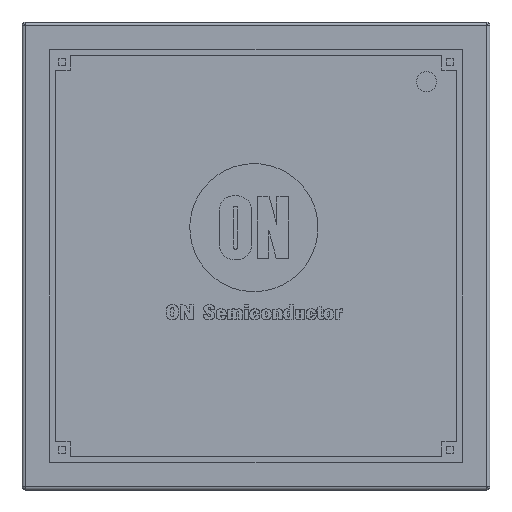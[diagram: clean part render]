
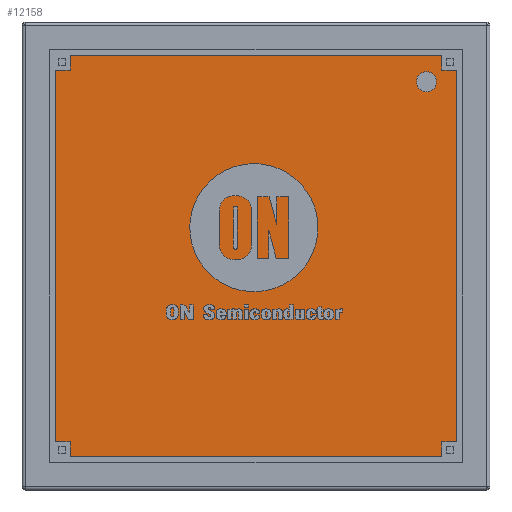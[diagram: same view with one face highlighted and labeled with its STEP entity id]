
A CAD part, top view. The second image highlights one B-rep face of the part: STEP entity #12158.
In plain terms, the highlighted face is planar.
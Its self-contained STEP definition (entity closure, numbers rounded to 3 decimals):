
#181 = ORIENTED_EDGE ( 'NONE', *, *, #810, .T. ) ;
#473 = EDGE_CURVE ( 'NONE', #13250, #12557, #6184, .T. ) ;
#574 = LINE ( 'NONE', #11178, #9046 ) ;
#810 = EDGE_CURVE ( 'NONE', #12557, #7916, #8683, .T. ) ;
#945 = DIRECTION ( 'NONE',  ( 0., 0., -1. ) ) ;
#1362 = CARTESIAN_POINT ( 'NONE',  ( -3., 0.68, 2.78 ) ) ;
#1814 = DIRECTION ( 'NONE',  ( 0., 1., 0. ) ) ;
#1866 = CARTESIAN_POINT ( 'NONE',  ( 3., 0.68, 2.78 ) ) ;
#2043 = VECTOR ( 'NONE', #7143, 1000. ) ;
#2051 = VECTOR ( 'NONE', #2243, 1000. ) ;
#2243 = DIRECTION ( 'NONE',  ( -1., 0., 0. ) ) ;
#2303 = VECTOR ( 'NONE', #5382, 1000. ) ;
#2784 = DIRECTION ( 'NONE',  ( 0., 0., -1. ) ) ;
#2868 = CARTESIAN_POINT ( 'NONE',  ( 2.78, 0.68, 3. ) ) ;
#2878 = DIRECTION ( 'NONE',  ( 1., 0., 0. ) ) ;
#2973 = CARTESIAN_POINT ( 'NONE',  ( 0., 0.68, 0. ) ) ;
#3249 = LINE ( 'NONE', #8577, #8510 ) ;
#3843 = EDGE_CURVE ( 'NONE', #11102, #5114, #14759, .T. ) ;
#4156 = CARTESIAN_POINT ( 'NONE',  ( 3., 0.68, -2.78 ) ) ;
#4160 = CARTESIAN_POINT ( 'NONE',  ( -2.78, 0.68, 3. ) ) ;
#4372 = VERTEX_POINT ( 'NONE', #8527 ) ;
#4487 = ORIENTED_EDGE ( 'NONE', *, *, #13400, .T. ) ;
#4535 = AXIS2_PLACEMENT_3D ( 'NONE', #2973, #1814, #2878 ) ;
#4658 = CARTESIAN_POINT ( 'NONE',  ( -2.78, 0.68, 2.78 ) ) ;
#4875 = ORIENTED_EDGE ( 'NONE', *, *, #15420, .T. ) ;
#5114 = VERTEX_POINT ( 'NONE', #13508 ) ;
#5382 = DIRECTION ( 'NONE',  ( -1., 0., 0. ) ) ;
#5595 = CARTESIAN_POINT ( 'NONE',  ( 2.78, 0.68, -3. ) ) ;
#5614 = LINE ( 'NONE', #5699, #15480 ) ;
#5699 = CARTESIAN_POINT ( 'NONE',  ( -2.78, 0.68, 2.78 ) ) ;
#5823 = LINE ( 'NONE', #4160, #2043 ) ;
#5850 = ORIENTED_EDGE ( 'NONE', *, *, #3843, .T. ) ;
#6184 = LINE ( 'NONE', #13887, #2051 ) ;
#6252 = VECTOR ( 'NONE', #7128, 1000. ) ;
#6325 = VERTEX_POINT ( 'NONE', #17171 ) ;
#6448 = EDGE_LOOP ( 'NONE', ( #11426, #16027, #181, #8275, #16469, #7178, #13017, #9227, #5850, #4487, #4875, #8223 ) ) ;
#6525 = CARTESIAN_POINT ( 'NONE',  ( 2.78, 0.68, 3. ) ) ;
#6559 = CARTESIAN_POINT ( 'NONE',  ( -3., 0.68, -2.78 ) ) ;
#6653 = LINE ( 'NONE', #6559, #12490 ) ;
#7128 = DIRECTION ( 'NONE',  ( 0., 0., 1. ) ) ;
#7143 = DIRECTION ( 'NONE',  ( 1., 0., 0. ) ) ;
#7178 = ORIENTED_EDGE ( 'NONE', *, *, #8695, .T. ) ;
#7223 = EDGE_CURVE ( 'NONE', #4372, #12418, #6653, .T. ) ;
#7331 = DIRECTION ( 'NONE',  ( 1., 0., 0. ) ) ;
#7749 = EDGE_CURVE ( 'NONE', #7946, #11102, #5823, .T. ) ;
#7870 = LINE ( 'NONE', #10142, #9590 ) ;
#7916 = VERTEX_POINT ( 'NONE', #10769 ) ;
#7946 = VERTEX_POINT ( 'NONE', #13468 ) ;
#8223 = ORIENTED_EDGE ( 'NONE', *, *, #11192, .T. ) ;
#8275 = ORIENTED_EDGE ( 'NONE', *, *, #12396, .T. ) ;
#8484 = VECTOR ( 'NONE', #16765, 1000. ) ;
#8510 = VECTOR ( 'NONE', #945, 1000. ) ;
#8512 = EDGE_CURVE ( 'NONE', #6325, #13250, #7870, .T. ) ;
#8527 = CARTESIAN_POINT ( 'NONE',  ( -3., 0.68, -2.78 ) ) ;
#8577 = CARTESIAN_POINT ( 'NONE',  ( 3., 0.68, 2.78 ) ) ;
#8683 = LINE ( 'NONE', #9819, #6252 ) ;
#8695 = EDGE_CURVE ( 'NONE', #12418, #14229, #574, .T. ) ;
#9046 = VECTOR ( 'NONE', #7331, 1000. ) ;
#9091 = DIRECTION ( 'NONE',  ( 0., 0., 1. ) ) ;
#9227 = ORIENTED_EDGE ( 'NONE', *, *, #7749, .T. ) ;
#9590 = VECTOR ( 'NONE', #15485, 1000. ) ;
#9819 = CARTESIAN_POINT ( 'NONE',  ( -2.78, 0.68, -3. ) ) ;
#10142 = CARTESIAN_POINT ( 'NONE',  ( 2.78, 0.68, -2.78 ) ) ;
#10143 = VECTOR ( 'NONE', #10289, 1000. ) ;
#10289 = DIRECTION ( 'NONE',  ( -1., 0., 0. ) ) ;
#10556 = VERTEX_POINT ( 'NONE', #1866 ) ;
#10769 = CARTESIAN_POINT ( 'NONE',  ( -2.78, 0.68, -2.78 ) ) ;
#10897 = CARTESIAN_POINT ( 'NONE',  ( 3., 0.68, -2.78 ) ) ;
#11092 = FACE_OUTER_BOUND ( 'NONE', #6448, .T. ) ;
#11102 = VERTEX_POINT ( 'NONE', #6525 ) ;
#11178 = CARTESIAN_POINT ( 'NONE',  ( -3., 0.68, 2.78 ) ) ;
#11192 = EDGE_CURVE ( 'NONE', #12540, #6325, #12109, .T. ) ;
#11426 = ORIENTED_EDGE ( 'NONE', *, *, #8512, .T. ) ;
#11687 = LINE ( 'NONE', #11865, #10143 ) ;
#11865 = CARTESIAN_POINT ( 'NONE',  ( -2.78, 0.68, -2.78 ) ) ;
#12109 = LINE ( 'NONE', #4156, #2303 ) ;
#12158 = ADVANCED_FACE ( 'NONE', ( #11092 ), #14847, .T. ) ;
#12170 = DIRECTION ( 'NONE',  ( 0., 0., 1. ) ) ;
#12373 = CARTESIAN_POINT ( 'NONE',  ( -2.78, 0.68, -3. ) ) ;
#12396 = EDGE_CURVE ( 'NONE', #7916, #4372, #11687, .T. ) ;
#12418 = VERTEX_POINT ( 'NONE', #1362 ) ;
#12490 = VECTOR ( 'NONE', #9091, 1000. ) ;
#12540 = VERTEX_POINT ( 'NONE', #10897 ) ;
#12557 = VERTEX_POINT ( 'NONE', #12373 ) ;
#12654 = LINE ( 'NONE', #12750, #8484 ) ;
#12750 = CARTESIAN_POINT ( 'NONE',  ( 2.78, 0.68, 2.78 ) ) ;
#13017 = ORIENTED_EDGE ( 'NONE', *, *, #14481, .T. ) ;
#13250 = VERTEX_POINT ( 'NONE', #5595 ) ;
#13400 = EDGE_CURVE ( 'NONE', #5114, #10556, #12654, .T. ) ;
#13468 = CARTESIAN_POINT ( 'NONE',  ( -2.78, 0.68, 3. ) ) ;
#13508 = CARTESIAN_POINT ( 'NONE',  ( 2.78, 0.68, 2.78 ) ) ;
#13887 = CARTESIAN_POINT ( 'NONE',  ( 2.78, 0.68, -3. ) ) ;
#14229 = VERTEX_POINT ( 'NONE', #4658 ) ;
#14481 = EDGE_CURVE ( 'NONE', #14229, #7946, #5614, .T. ) ;
#14759 = LINE ( 'NONE', #2868, #17245 ) ;
#14847 = PLANE ( 'NONE',  #4535 ) ;
#15420 = EDGE_CURVE ( 'NONE', #10556, #12540, #3249, .T. ) ;
#15480 = VECTOR ( 'NONE', #12170, 1000. ) ;
#15485 = DIRECTION ( 'NONE',  ( 0., 0., -1. ) ) ;
#16027 = ORIENTED_EDGE ( 'NONE', *, *, #473, .T. ) ;
#16469 = ORIENTED_EDGE ( 'NONE', *, *, #7223, .T. ) ;
#16765 = DIRECTION ( 'NONE',  ( 1., 0., 0. ) ) ;
#17171 = CARTESIAN_POINT ( 'NONE',  ( 2.78, 0.68, -2.78 ) ) ;
#17245 = VECTOR ( 'NONE', #2784, 1000. ) ;
